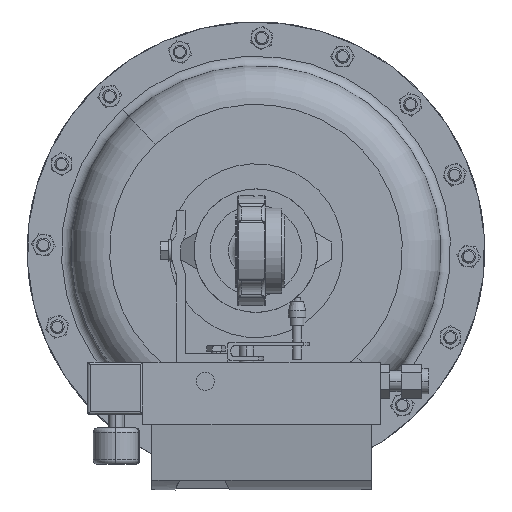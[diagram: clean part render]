
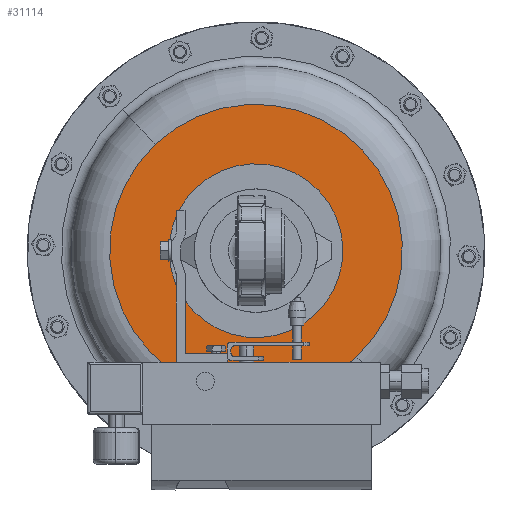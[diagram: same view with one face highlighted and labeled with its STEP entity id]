
A CAD part, front view. The second image highlights one B-rep face of the part: STEP entity #31114.
In plain terms, the highlighted planar face has unit normal (0, -1, 0).
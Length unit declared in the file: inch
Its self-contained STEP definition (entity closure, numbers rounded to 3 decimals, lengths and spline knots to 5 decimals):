
#1458 = ORIENTED_EDGE ( 'NONE', *, *, #1894, .F. ) ;
#1730 = FACE_BOUND ( 'NONE', #3067, .T. ) ;
#1894 = EDGE_CURVE ( 'NONE', #14590, #13722, #27729, .T. ) ;
#1968 = EDGE_CURVE ( 'NONE', #5074, #31157, #3394, .T. ) ;
#2095 = CARTESIAN_POINT ( 'NONE',  ( 0., 7.4225, 0. ) ) ;
#3067 = EDGE_LOOP ( 'NONE', ( #19461, #34589 ) ) ;
#3394 = CIRCLE ( 'NONE', #24413, 2.375 ) ;
#4939 = DIRECTION ( 'NONE',  ( 0., 1., 0. ) ) ;
#4971 = DIRECTION ( 'NONE',  ( -0.688, 0., 0.726 ) ) ;
#5074 = VERTEX_POINT ( 'NONE', #9384 ) ;
#5216 = EDGE_CURVE ( 'NONE', #13722, #14590, #33017, .T. ) ;
#6856 = EDGE_LOOP ( 'NONE', ( #1458, #7340 ) ) ;
#7340 = ORIENTED_EDGE ( 'NONE', *, *, #5216, .F. ) ;
#9384 = CARTESIAN_POINT ( 'NONE',  ( -1.63361, 7.4225, 1.72393 ) ) ;
#10040 = CARTESIAN_POINT ( 'NONE',  ( 0., 7.4225, 0. ) ) ;
#10221 = CARTESIAN_POINT ( 'NONE',  ( 0., 7.4225, 0. ) ) ;
#10633 = PLANE ( 'NONE',  #30196 ) ;
#11052 = FACE_OUTER_BOUND ( 'NONE', #6856, .T. ) ;
#12839 = DIRECTION ( 'NONE',  ( 0.688, 0., -0.726 ) ) ;
#13055 = DIRECTION ( 'NONE',  ( 0.688, 0., -0.726 ) ) ;
#13469 = DIRECTION ( 'NONE',  ( -0.688, 0., 0.726 ) ) ;
#13722 = VERTEX_POINT ( 'NONE', #20733 ) ;
#14590 = VERTEX_POINT ( 'NONE', #33996 ) ;
#14958 = AXIS2_PLACEMENT_3D ( 'NONE', #10040, #29780, #12839 ) ;
#15398 = AXIS2_PLACEMENT_3D ( 'NONE', #2095, #21886, #4971 ) ;
#19461 = ORIENTED_EDGE ( 'NONE', *, *, #26975, .T. ) ;
#20733 = CARTESIAN_POINT ( 'NONE',  ( -2.75135, 7.4225, 2.90346 ) ) ;
#21851 = CARTESIAN_POINT ( 'NONE',  ( 0., 7.4225, 0. ) ) ;
#21886 = DIRECTION ( 'NONE',  ( 0., 1., 0. ) ) ;
#22877 = AXIS2_PLACEMENT_3D ( 'NONE', #10221, #29989, #13055 ) ;
#24413 = AXIS2_PLACEMENT_3D ( 'NONE', #21851, #4939, #24672 ) ;
#24672 = DIRECTION ( 'NONE',  ( -0.688, 0., 0.726 ) ) ;
#26050 = CIRCLE ( 'NONE', #15398, 2.375 ) ;
#26975 = EDGE_CURVE ( 'NONE', #31157, #5074, #26050, .T. ) ;
#27407 = CARTESIAN_POINT ( 'NONE',  ( -2.90346, 7.4225, -2.75135 ) ) ;
#27729 = CIRCLE ( 'NONE', #14958, 4. ) ;
#29780 = DIRECTION ( 'NONE',  ( 0., 1., 0. ) ) ;
#29989 = DIRECTION ( 'NONE',  ( 0., 1., 0. ) ) ;
#30196 = AXIS2_PLACEMENT_3D ( 'NONE', #27407, #30423, #13469 ) ;
#30423 = DIRECTION ( 'NONE',  ( 0., -1., 0. ) ) ;
#31114 = ADVANCED_FACE ( 'NONE', ( #11052, #1730 ), #10633, .T. ) ;
#31157 = VERTEX_POINT ( 'NONE', #33469 ) ;
#33017 = CIRCLE ( 'NONE', #22877, 4. ) ;
#33469 = CARTESIAN_POINT ( 'NONE',  ( 1.63361, 7.4225, -1.72393 ) ) ;
#33996 = CARTESIAN_POINT ( 'NONE',  ( 2.75135, 7.4225, -2.90346 ) ) ;
#34589 = ORIENTED_EDGE ( 'NONE', *, *, #1968, .T. ) ;
